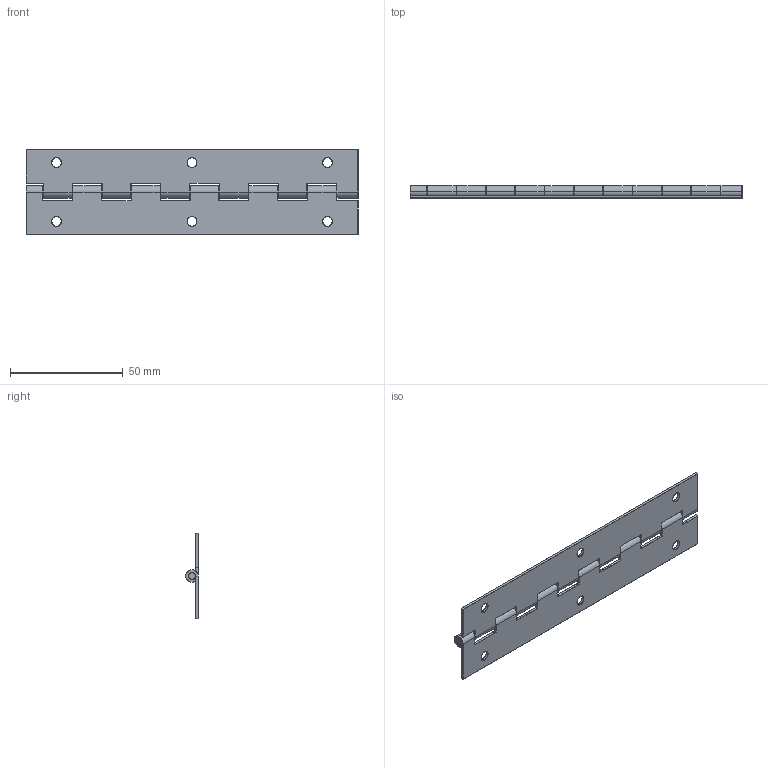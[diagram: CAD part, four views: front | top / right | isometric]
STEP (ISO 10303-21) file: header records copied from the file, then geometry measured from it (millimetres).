
FILE_DESCRIPTION (( 'STEP AP214' ), '1' );
FILE_NAME ('HGS-14738.STEP', '2018-07-17T01:56:59', ( '' ), ( '' ), 'SwSTEP 2.0', 'SolidWorks 2010', '' );
FILE_SCHEMA (( 'AUTOMOTIVE_DESIGN' ));
Length unit declared in the file: millimetre
Products named in the file (4): 鉸鏈片(2); 插銷; 鉸鏈片; HGS-14738
Assembly tree (3 placements, depth 2):
  HGS-14738
    插銷
    鉸鏈片
    鉸鏈片(2)
Bounding box: 147 x 5.6 x 38 mm (x, y, z)
Volume: 9138.5 mm3; surface area: 15982.1 mm2
Topology: 3 solids, 3 shells, 596 faces, 1368 edges, 742 vertices
Faces by surface type: cylinder 248, torus 216, sphere 72, plane 60
Entity records: 16456 total; most frequent: DIRECTION 3414, CARTESIAN_POINT 2628, ORIENTED_EDGE 2616, AXIS2_PLACEMENT_3D 1504, EDGE_CURVE 1308, CIRCLE 902, VERTEX_POINT 718, EDGE_LOOP 608
